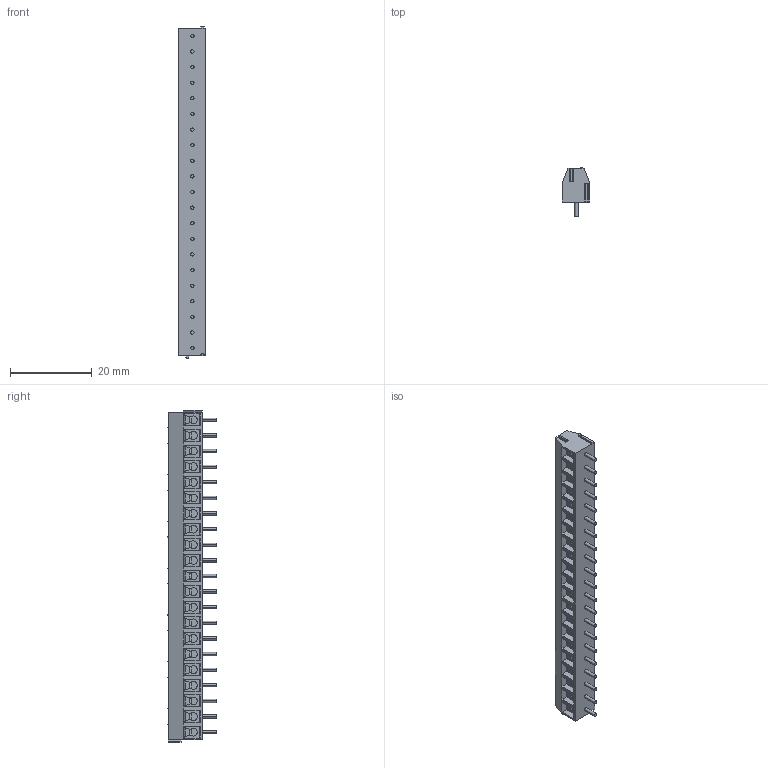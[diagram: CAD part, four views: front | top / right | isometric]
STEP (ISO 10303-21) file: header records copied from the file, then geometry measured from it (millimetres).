
FILE_DESCRIPTION((''),'2;1');
FILE_NAME('PRT0001','2025-04-06T',('sj'),(''),'PRO/ENGINEER BY PARAMETRIC TECHNOLOGY CORPORATION, 2013240','PRO/ENGINEER BY PARAMETRIC TECHNOLOGY CORPORATION, 2013240','');
FILE_SCHEMA(('AUTOMOTIVE_DESIGN_CC2 { 1 2 10303 214 -1 1 5 2 }'));
Length unit declared in the file: millimetre
Products named in the file (1): PRT0001
Bounding box: 6.8 x 12.05 x 81.01 mm (x, y, z)
Volume: 3648.7 mm3; surface area: 3447.1 mm2
Topology: 1 solids, 1 shells, 946 faces, 2475 edges, 1580 vertices
Faces by surface type: plane 528, cylinder 348, torus 42, sphere 28
Entity records: 29558 total; most frequent: CARTESIAN_POINT 6412, ORIENTED_EDGE 4894, DIRECTION 4671, EDGE_CURVE 2447, AXIS2_PLACEMENT_3D 1614, VERTEX_POINT 1580, VECTOR 1443, LINE 1443
